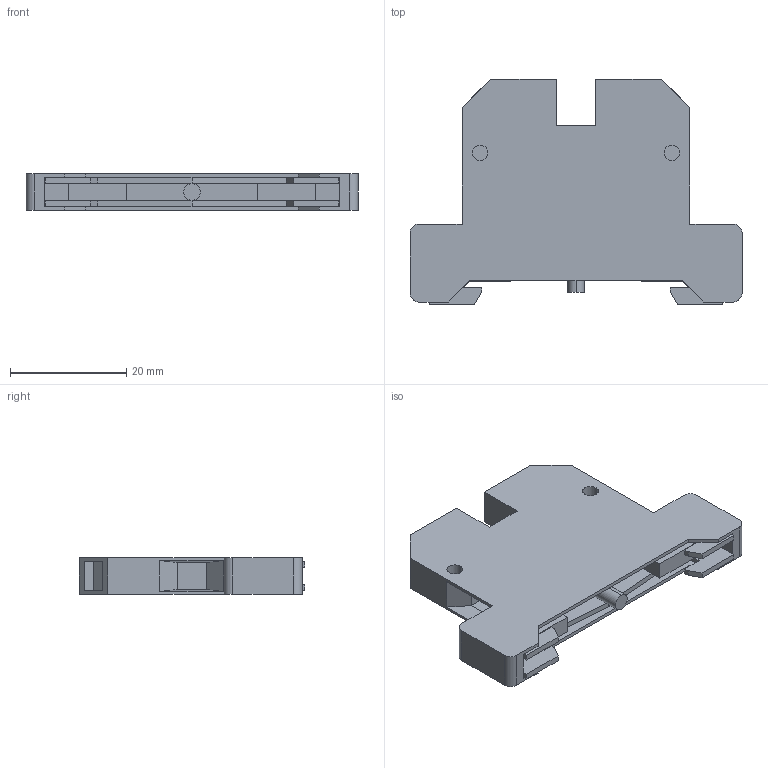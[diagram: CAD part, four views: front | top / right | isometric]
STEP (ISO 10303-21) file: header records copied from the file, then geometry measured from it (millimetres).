
FILE_DESCRIPTION (( 'STEP AP203' ), '1' );
FILE_NAME ('plc-ek-2.5 25 Êîëîäêà êëåììíàÿ ÅÊ-2,5 25 JXB çåìëÿ (àíàëîã ÁÇÍ).STEP', '2017-04-26T16:06:13', ( 'kuryshev' ), ( '' ), 'SwSTEP 2.0', 'SolidWorks 2010', '' );
FILE_SCHEMA (( 'CONFIG_CONTROL_DESIGN' ));
Length unit declared in the file: millimetre
Products named in the file (1): plc-ek-2.5 25 Êîëîäêà êëåììíàÿ ÅÊ-2,5 25 JXB çåìëÿ (àíàëîã ÁÇÍ)
Bounding box: 57.1 x 38.85 x 6.3 mm (x, y, z)
Volume: 8072.5 mm3; surface area: 6468.6 mm2
Topology: 2 solids, 2 shells, 164 faces, 418 edges, 272 vertices
Faces by surface type: plane 138, cylinder 26
Entity records: 4961 total; most frequent: CARTESIAN_POINT 855, ORIENTED_EDGE 836, DIRECTION 812, EDGE_CURVE 418, VECTOR 354, LINE 354, VERTEX_POINT 272, AXIS2_PLACEMENT_3D 229
